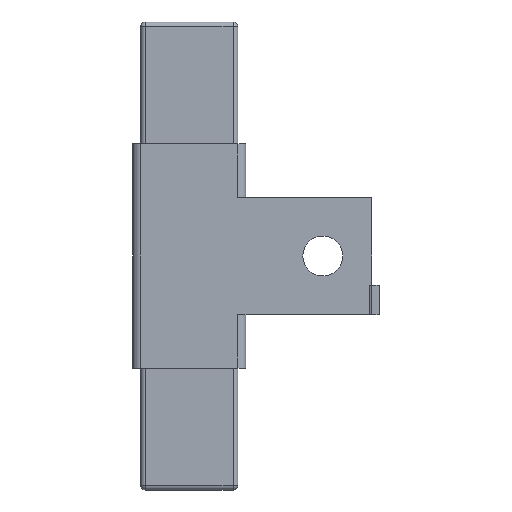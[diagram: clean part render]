
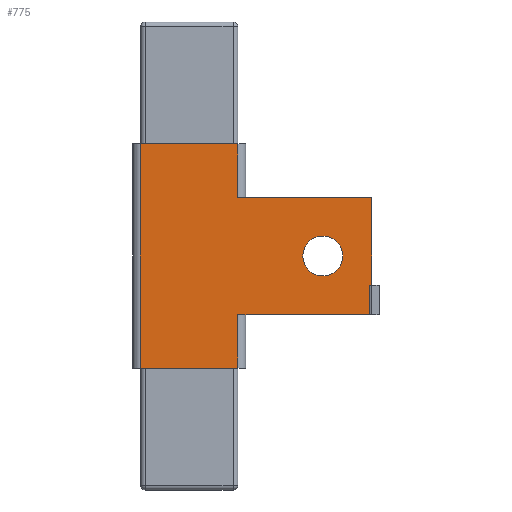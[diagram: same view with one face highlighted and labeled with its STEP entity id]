
A CAD part, front view. The second image highlights one B-rep face of the part: STEP entity #775.
In plain terms, the highlighted planar face has unit normal (0, -1, 0).
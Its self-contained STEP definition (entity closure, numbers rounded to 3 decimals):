
#31 = CARTESIAN_POINT ( 'NONE',  ( -41.385, -4.745, 31.863 ) ) ;
#72 = EDGE_LOOP ( 'NONE', ( #2458, #2805, #766, #2148, #2353, #3164, #2230, #1564, #1130, #2002 ) ) ;
#85 = EDGE_CURVE ( 'NONE', #569, #2084, #993, .T. ) ;
#87 = CARTESIAN_POINT ( 'NONE',  ( -27.685, -4.745, 17.363 ) ) ;
#214 = DIRECTION ( 'NONE',  ( -1., 0., 0. ) ) ;
#242 = CARTESIAN_POINT ( 'NONE',  ( -68.281, -4.745, 8.863 ) ) ;
#265 = VECTOR ( 'NONE', #758, 1000. ) ;
#454 = VERTEX_POINT ( 'NONE', #756 ) ;
#495 = DIRECTION ( 'NONE',  ( 0., -1., 0. ) ) ;
#542 = VERTEX_POINT ( 'NONE', #2475 ) ;
#569 = VERTEX_POINT ( 'NONE', #920 ) ;
#578 = VECTOR ( 'NONE', #1793, 1000. ) ;
#580 = VECTOR ( 'NONE', #834, 1000. ) ;
#605 = EDGE_CURVE ( 'NONE', #2615, #2269, #2589, .T. ) ;
#644 = EDGE_CURVE ( 'NONE', #1714, #542, #1248, .T. ) ;
#667 = CARTESIAN_POINT ( 'NONE',  ( -27.685, -4.745, 17.363 ) ) ;
#710 = CARTESIAN_POINT ( 'NONE',  ( -32.685, -4.745, 20.363 ) ) ;
#740 = LINE ( 'NONE', #242, #2815 ) ;
#756 = CARTESIAN_POINT ( 'NONE',  ( -27.885, -4.745, 17.363 ) ) ;
#758 = DIRECTION ( 'NONE',  ( 0., 0., 1. ) ) ;
#766 = ORIENTED_EDGE ( 'NONE', *, *, #954, .T. ) ;
#775 = ADVANCED_FACE ( 'NONE', ( #1013, #2855 ), #994, .T. ) ;
#808 = VECTOR ( 'NONE', #1090, 1000. ) ;
#834 = DIRECTION ( 'NONE',  ( 0., 0., 1. ) ) ;
#856 = EDGE_CURVE ( 'NONE', #2615, #2699, #2487, .T. ) ;
#864 = AXIS2_PLACEMENT_3D ( 'NONE', #710, #2399, #953 ) ;
#907 = ORIENTED_EDGE ( 'NONE', *, *, #1858, .F. ) ;
#920 = CARTESIAN_POINT ( 'NONE',  ( -27.685, -4.745, 26.363 ) ) ;
#953 = DIRECTION ( 'NONE',  ( 0., 0., -1. ) ) ;
#954 = EDGE_CURVE ( 'NONE', #454, #1571, #1693, .T. ) ;
#993 = LINE ( 'NONE', #1197, #1060 ) ;
#994 = PLANE ( 'NONE',  #3000 ) ;
#1013 = FACE_OUTER_BOUND ( 'NONE', #72, .T. ) ;
#1033 = CARTESIAN_POINT ( 'NONE',  ( -27.885, -4.745, 14.363 ) ) ;
#1060 = VECTOR ( 'NONE', #3142, 1000. ) ;
#1090 = DIRECTION ( 'NONE',  ( 0., 0., 1. ) ) ;
#1130 = ORIENTED_EDGE ( 'NONE', *, *, #2301, .F. ) ;
#1172 = CARTESIAN_POINT ( 'NONE',  ( -68.281, -4.745, 17.363 ) ) ;
#1197 = CARTESIAN_POINT ( 'NONE',  ( -27.685, -4.745, 26.363 ) ) ;
#1230 = ORIENTED_EDGE ( 'NONE', *, *, #2254, .F. ) ;
#1248 = LINE ( 'NONE', #3019, #580 ) ;
#1272 = VERTEX_POINT ( 'NONE', #2667 ) ;
#1308 = CARTESIAN_POINT ( 'NONE',  ( -51.385, -4.745, 31.863 ) ) ;
#1339 = DIRECTION ( 'NONE',  ( 1., 0., 0. ) ) ;
#1349 = CARTESIAN_POINT ( 'NONE',  ( -32.685, -4.745, 20.363 ) ) ;
#1402 = EDGE_CURVE ( 'NONE', #2084, #2269, #1561, .T. ) ;
#1462 = LINE ( 'NONE', #87, #808 ) ;
#1474 = DIRECTION ( 'NONE',  ( 0., 0., -1. ) ) ;
#1538 = VECTOR ( 'NONE', #214, 1000. ) ;
#1561 = LINE ( 'NONE', #31, #265 ) ;
#1564 = ORIENTED_EDGE ( 'NONE', *, *, #856, .T. ) ;
#1571 = VERTEX_POINT ( 'NONE', #667 ) ;
#1583 = DIRECTION ( 'NONE',  ( 0., 0., -1. ) ) ;
#1686 = CARTESIAN_POINT ( 'NONE',  ( -27.685, -4.745, 14.363 ) ) ;
#1693 = LINE ( 'NONE', #1172, #2892 ) ;
#1706 = CARTESIAN_POINT ( 'NONE',  ( -41.385, -4.745, 8.863 ) ) ;
#1714 = VERTEX_POINT ( 'NONE', #1706 ) ;
#1716 = DIRECTION ( 'NONE',  ( 0., 0., -1. ) ) ;
#1738 = VECTOR ( 'NONE', #1716, 1000. ) ;
#1793 = DIRECTION ( 'NONE',  ( 0., 0., 1. ) ) ;
#1826 = CARTESIAN_POINT ( 'NONE',  ( -51.385, -4.745, 8.863 ) ) ;
#1832 = EDGE_LOOP ( 'NONE', ( #907, #1230 ) ) ;
#1858 = EDGE_CURVE ( 'NONE', #2579, #1272, #2186, .T. ) ;
#1951 = DIRECTION ( 'NONE',  ( -1., 0., 0. ) ) ;
#1961 = CARTESIAN_POINT ( 'NONE',  ( -68.281, -4.745, 59.602 ) ) ;
#2002 = ORIENTED_EDGE ( 'NONE', *, *, #644, .T. ) ;
#2027 = VECTOR ( 'NONE', #1339, 1000. ) ;
#2084 = VERTEX_POINT ( 'NONE', #3151 ) ;
#2148 = ORIENTED_EDGE ( 'NONE', *, *, #2958, .T. ) ;
#2182 = LINE ( 'NONE', #1686, #1538 ) ;
#2186 = CIRCLE ( 'NONE', #2447, 2.05 ) ;
#2197 = CARTESIAN_POINT ( 'NONE',  ( -51.385, -4.745, 59.602 ) ) ;
#2230 = ORIENTED_EDGE ( 'NONE', *, *, #605, .F. ) ;
#2253 = CIRCLE ( 'NONE', #864, 2.05 ) ;
#2254 = EDGE_CURVE ( 'NONE', #1272, #2579, #2253, .T. ) ;
#2264 = CARTESIAN_POINT ( 'NONE',  ( -32.685, -4.745, 22.413 ) ) ;
#2266 = EDGE_CURVE ( 'NONE', #2526, #542, #2182, .T. ) ;
#2269 = VERTEX_POINT ( 'NONE', #3153 ) ;
#2301 = EDGE_CURVE ( 'NONE', #1714, #2699, #740, .T. ) ;
#2353 = ORIENTED_EDGE ( 'NONE', *, *, #85, .T. ) ;
#2399 = DIRECTION ( 'NONE',  ( 0., -1., 0. ) ) ;
#2447 = AXIS2_PLACEMENT_3D ( 'NONE', #1349, #3034, #1583 ) ;
#2458 = ORIENTED_EDGE ( 'NONE', *, *, #2266, .F. ) ;
#2475 = CARTESIAN_POINT ( 'NONE',  ( -41.385, -4.745, 14.363 ) ) ;
#2487 = LINE ( 'NONE', #2197, #1738 ) ;
#2517 = LINE ( 'NONE', #2984, #578 ) ;
#2526 = VERTEX_POINT ( 'NONE', #1033 ) ;
#2565 = EDGE_CURVE ( 'NONE', #2526, #454, #2517, .T. ) ;
#2579 = VERTEX_POINT ( 'NONE', #2264 ) ;
#2589 = LINE ( 'NONE', #3029, #2027 ) ;
#2615 = VERTEX_POINT ( 'NONE', #1308 ) ;
#2667 = CARTESIAN_POINT ( 'NONE',  ( -32.685, -4.745, 18.313 ) ) ;
#2699 = VERTEX_POINT ( 'NONE', #1826 ) ;
#2805 = ORIENTED_EDGE ( 'NONE', *, *, #2565, .T. ) ;
#2815 = VECTOR ( 'NONE', #1951, 1000. ) ;
#2855 = FACE_BOUND ( 'NONE', #1832, .T. ) ;
#2892 = VECTOR ( 'NONE', #3110, 1000. ) ;
#2958 = EDGE_CURVE ( 'NONE', #1571, #569, #1462, .T. ) ;
#2984 = CARTESIAN_POINT ( 'NONE',  ( -27.885, -4.745, 59.602 ) ) ;
#3000 = AXIS2_PLACEMENT_3D ( 'NONE', #1961, #495, #1474 ) ;
#3019 = CARTESIAN_POINT ( 'NONE',  ( -41.385, -4.745, 14.363 ) ) ;
#3029 = CARTESIAN_POINT ( 'NONE',  ( -68.281, -4.745, 31.863 ) ) ;
#3034 = DIRECTION ( 'NONE',  ( 0., -1., 0. ) ) ;
#3110 = DIRECTION ( 'NONE',  ( 1., 0., 0. ) ) ;
#3142 = DIRECTION ( 'NONE',  ( -1., 0., 0. ) ) ;
#3151 = CARTESIAN_POINT ( 'NONE',  ( -41.385, -4.745, 26.363 ) ) ;
#3153 = CARTESIAN_POINT ( 'NONE',  ( -41.385, -4.745, 31.863 ) ) ;
#3164 = ORIENTED_EDGE ( 'NONE', *, *, #1402, .T. ) ;
